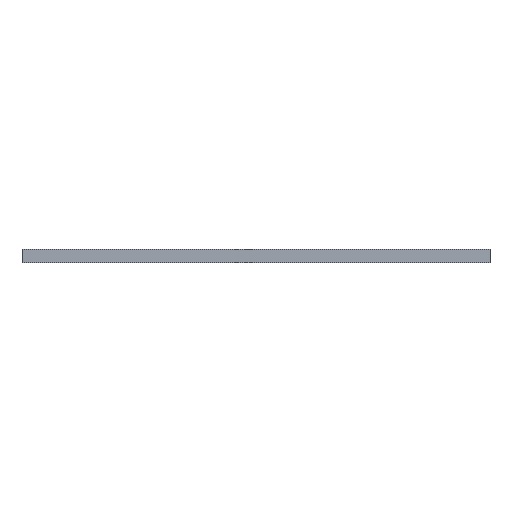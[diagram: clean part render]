
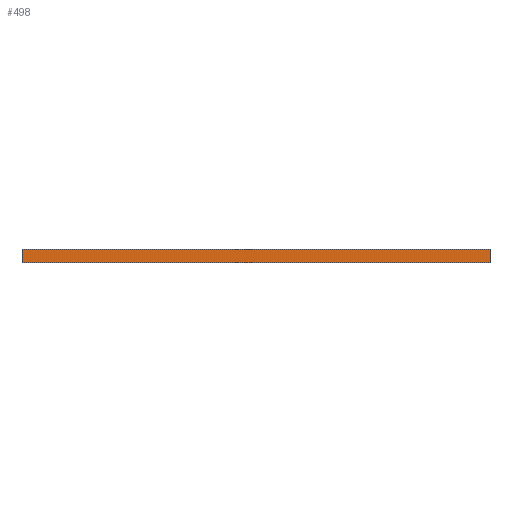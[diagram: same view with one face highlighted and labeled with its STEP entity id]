
A CAD part, front view. The second image highlights one B-rep face of the part: STEP entity #498.
In plain terms, the highlighted planar face has unit normal (0, -1, 0).
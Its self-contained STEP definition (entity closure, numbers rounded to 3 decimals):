
#26 = DIRECTION ( 'NONE',  ( 0., 0., -1. ) ) ;
#106 = VERTEX_POINT ( 'NONE', #568 ) ;
#227 = CARTESIAN_POINT ( 'NONE',  ( 63.955, -203.853, 0. ) ) ;
#335 = CARTESIAN_POINT ( 'NONE',  ( -3.045, -203.853, 0. ) ) ;
#373 = VECTOR ( 'NONE', #1507, 1000. ) ;
#402 = DIRECTION ( 'NONE',  ( 0., 0., -1. ) ) ;
#435 = EDGE_LOOP ( 'NONE', ( #2074, #2040, #1134, #2153 ) ) ;
#453 = CARTESIAN_POINT ( 'NONE',  ( -3.045, -203.853, 2. ) ) ;
#498 = ADVANCED_FACE ( 'NONE', ( #1423 ), #2102, .F. ) ;
#514 = VERTEX_POINT ( 'NONE', #1777 ) ;
#568 = CARTESIAN_POINT ( 'NONE',  ( 63.955, -203.853, 2. ) ) ;
#587 = DIRECTION ( 'NONE',  ( 0., 0., 1. ) ) ;
#647 = CARTESIAN_POINT ( 'NONE',  ( 63.955, -203.853, 2. ) ) ;
#694 = VECTOR ( 'NONE', #402, 1000. ) ;
#717 = EDGE_CURVE ( 'NONE', #1838, #833, #790, .T. ) ;
#790 = LINE ( 'NONE', #453, #694 ) ;
#801 = LINE ( 'NONE', #227, #373 ) ;
#814 = CARTESIAN_POINT ( 'NONE',  ( -3.045, -203.853, 2. ) ) ;
#833 = VERTEX_POINT ( 'NONE', #335 ) ;
#1016 = LINE ( 'NONE', #647, #1526 ) ;
#1073 = CARTESIAN_POINT ( 'NONE',  ( 63.955, -203.853, 2. ) ) ;
#1107 = CARTESIAN_POINT ( 'NONE',  ( 63.955, -203.853, 2. ) ) ;
#1134 = ORIENTED_EDGE ( 'NONE', *, *, #1638, .F. ) ;
#1210 = LINE ( 'NONE', #1073, #1563 ) ;
#1236 = AXIS2_PLACEMENT_3D ( 'NONE', #1107, #2120, #587 ) ;
#1423 = FACE_OUTER_BOUND ( 'NONE', #435, .T. ) ;
#1507 = DIRECTION ( 'NONE',  ( 1., 0., 0. ) ) ;
#1526 = VECTOR ( 'NONE', #2029, 1000. ) ;
#1563 = VECTOR ( 'NONE', #26, 1000. ) ;
#1638 = EDGE_CURVE ( 'NONE', #1838, #106, #1016, .T. ) ;
#1749 = EDGE_CURVE ( 'NONE', #106, #514, #1210, .T. ) ;
#1773 = EDGE_CURVE ( 'NONE', #833, #514, #801, .T. ) ;
#1777 = CARTESIAN_POINT ( 'NONE',  ( 63.955, -203.853, 0. ) ) ;
#1838 = VERTEX_POINT ( 'NONE', #814 ) ;
#2029 = DIRECTION ( 'NONE',  ( 1., 0., 0. ) ) ;
#2040 = ORIENTED_EDGE ( 'NONE', *, *, #1749, .F. ) ;
#2074 = ORIENTED_EDGE ( 'NONE', *, *, #1773, .T. ) ;
#2102 = PLANE ( 'NONE',  #1236 ) ;
#2120 = DIRECTION ( 'NONE',  ( 0., 1., 0. ) ) ;
#2153 = ORIENTED_EDGE ( 'NONE', *, *, #717, .T. ) ;
